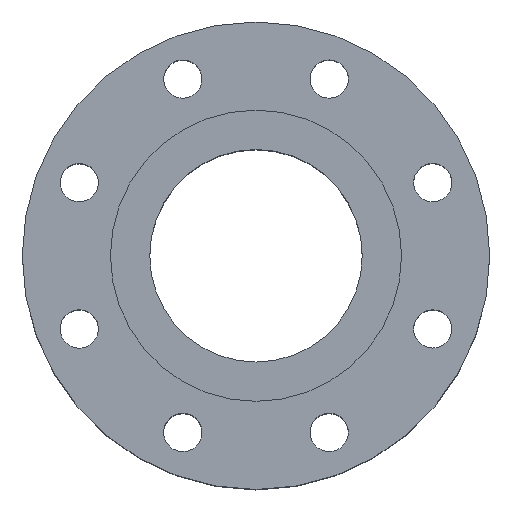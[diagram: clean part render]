
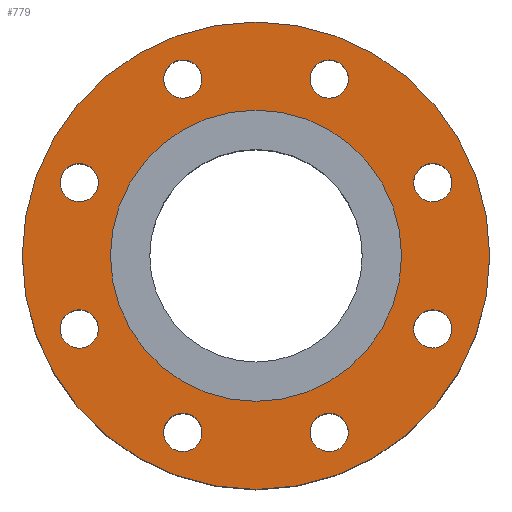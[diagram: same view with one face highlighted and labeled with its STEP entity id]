
A CAD part, top view. The second image highlights one B-rep face of the part: STEP entity #779.
In plain terms, the highlighted planar face has unit normal (0, 0, 1).
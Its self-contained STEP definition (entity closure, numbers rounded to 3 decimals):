
#21=FACE_BOUND('',#118,.T.);
#22=FACE_BOUND('',#119,.T.);
#23=FACE_BOUND('',#120,.T.);
#24=FACE_BOUND('',#121,.T.);
#25=FACE_BOUND('',#122,.T.);
#26=FACE_BOUND('',#123,.T.);
#27=FACE_BOUND('',#124,.T.);
#28=FACE_BOUND('',#125,.T.);
#29=FACE_BOUND('',#126,.T.);
#59=PLANE('',#875);
#81=FACE_OUTER_BOUND('',#117,.T.);
#117=EDGE_LOOP('',(#583,#584));
#118=EDGE_LOOP('',(#585,#586));
#119=EDGE_LOOP('',(#587,#588));
#120=EDGE_LOOP('',(#589,#590));
#121=EDGE_LOOP('',(#591,#592));
#122=EDGE_LOOP('',(#593,#594));
#123=EDGE_LOOP('',(#595,#596));
#124=EDGE_LOOP('',(#597,#598));
#125=EDGE_LOOP('',(#599,#600));
#126=EDGE_LOOP('',(#601,#602));
#225=CIRCLE('',#823,9.);
#226=CIRCLE('',#824,9.);
#230=CIRCLE('',#830,9.);
#231=CIRCLE('',#831,9.);
#235=CIRCLE('',#837,9.);
#236=CIRCLE('',#838,9.);
#240=CIRCLE('',#844,9.);
#241=CIRCLE('',#845,9.);
#245=CIRCLE('',#851,9.);
#246=CIRCLE('',#852,9.);
#250=CIRCLE('',#858,9.);
#251=CIRCLE('',#859,9.);
#255=CIRCLE('',#865,9.);
#256=CIRCLE('',#866,9.);
#260=CIRCLE('',#872,9.);
#261=CIRCLE('',#873,9.);
#263=CIRCLE('',#876,110.);
#264=CIRCLE('',#877,110.);
#265=CIRCLE('',#878,68.5);
#266=CIRCLE('',#879,68.5);
#315=VERTEX_POINT('',#1225);
#316=VERTEX_POINT('',#1226);
#320=VERTEX_POINT('',#1239);
#321=VERTEX_POINT('',#1240);
#325=VERTEX_POINT('',#1253);
#326=VERTEX_POINT('',#1254);
#330=VERTEX_POINT('',#1267);
#331=VERTEX_POINT('',#1268);
#335=VERTEX_POINT('',#1281);
#336=VERTEX_POINT('',#1282);
#340=VERTEX_POINT('',#1295);
#341=VERTEX_POINT('',#1296);
#345=VERTEX_POINT('',#1309);
#346=VERTEX_POINT('',#1310);
#350=VERTEX_POINT('',#1323);
#351=VERTEX_POINT('',#1324);
#353=VERTEX_POINT('',#1331);
#354=VERTEX_POINT('',#1332);
#355=VERTEX_POINT('',#1335);
#356=VERTEX_POINT('',#1336);
#400=EDGE_CURVE('',#315,#316,#225,.T.);
#401=EDGE_CURVE('',#316,#315,#226,.T.);
#407=EDGE_CURVE('',#320,#321,#230,.T.);
#408=EDGE_CURVE('',#321,#320,#231,.T.);
#414=EDGE_CURVE('',#325,#326,#235,.T.);
#415=EDGE_CURVE('',#326,#325,#236,.T.);
#421=EDGE_CURVE('',#330,#331,#240,.T.);
#422=EDGE_CURVE('',#331,#330,#241,.T.);
#428=EDGE_CURVE('',#335,#336,#245,.T.);
#429=EDGE_CURVE('',#336,#335,#246,.T.);
#435=EDGE_CURVE('',#340,#341,#250,.T.);
#436=EDGE_CURVE('',#341,#340,#251,.T.);
#442=EDGE_CURVE('',#345,#346,#255,.T.);
#443=EDGE_CURVE('',#346,#345,#256,.T.);
#449=EDGE_CURVE('',#350,#351,#260,.T.);
#450=EDGE_CURVE('',#351,#350,#261,.T.);
#453=EDGE_CURVE('',#353,#354,#263,.T.);
#454=EDGE_CURVE('',#354,#353,#264,.T.);
#455=EDGE_CURVE('',#355,#356,#265,.T.);
#456=EDGE_CURVE('',#356,#355,#266,.T.);
#583=ORIENTED_EDGE('',*,*,#453,.F.);
#584=ORIENTED_EDGE('',*,*,#454,.F.);
#585=ORIENTED_EDGE('',*,*,#400,.T.);
#586=ORIENTED_EDGE('',*,*,#401,.T.);
#587=ORIENTED_EDGE('',*,*,#407,.T.);
#588=ORIENTED_EDGE('',*,*,#408,.T.);
#589=ORIENTED_EDGE('',*,*,#414,.T.);
#590=ORIENTED_EDGE('',*,*,#415,.T.);
#591=ORIENTED_EDGE('',*,*,#421,.T.);
#592=ORIENTED_EDGE('',*,*,#422,.T.);
#593=ORIENTED_EDGE('',*,*,#428,.T.);
#594=ORIENTED_EDGE('',*,*,#429,.T.);
#595=ORIENTED_EDGE('',*,*,#435,.T.);
#596=ORIENTED_EDGE('',*,*,#436,.T.);
#597=ORIENTED_EDGE('',*,*,#442,.T.);
#598=ORIENTED_EDGE('',*,*,#443,.T.);
#599=ORIENTED_EDGE('',*,*,#449,.T.);
#600=ORIENTED_EDGE('',*,*,#450,.T.);
#601=ORIENTED_EDGE('',*,*,#455,.T.);
#602=ORIENTED_EDGE('',*,*,#456,.T.);
#779=ADVANCED_FACE('',(#81,#21,#22,#23,#24,#25,#26,#27,#28,#29),#59,.T.);
#823=AXIS2_PLACEMENT_3D('',#1227,#954,#955);
#824=AXIS2_PLACEMENT_3D('',#1228,#956,#957);
#830=AXIS2_PLACEMENT_3D('',#1241,#970,#971);
#831=AXIS2_PLACEMENT_3D('',#1242,#972,#973);
#837=AXIS2_PLACEMENT_3D('',#1255,#986,#987);
#838=AXIS2_PLACEMENT_3D('',#1256,#988,#989);
#844=AXIS2_PLACEMENT_3D('',#1269,#1002,#1003);
#845=AXIS2_PLACEMENT_3D('',#1270,#1004,#1005);
#851=AXIS2_PLACEMENT_3D('',#1283,#1018,#1019);
#852=AXIS2_PLACEMENT_3D('',#1284,#1020,#1021);
#858=AXIS2_PLACEMENT_3D('',#1297,#1034,#1035);
#859=AXIS2_PLACEMENT_3D('',#1298,#1036,#1037);
#865=AXIS2_PLACEMENT_3D('',#1311,#1050,#1051);
#866=AXIS2_PLACEMENT_3D('',#1312,#1052,#1053);
#872=AXIS2_PLACEMENT_3D('',#1325,#1066,#1067);
#873=AXIS2_PLACEMENT_3D('',#1326,#1068,#1069);
#875=AXIS2_PLACEMENT_3D('',#1330,#1073,#1074);
#876=AXIS2_PLACEMENT_3D('',#1333,#1075,#1076);
#877=AXIS2_PLACEMENT_3D('',#1334,#1077,#1078);
#878=AXIS2_PLACEMENT_3D('',#1337,#1079,#1080);
#879=AXIS2_PLACEMENT_3D('',#1338,#1081,#1082);
#954=DIRECTION('center_axis',(0.,0.,-1.));
#955=DIRECTION('ref_axis',(0.707,0.707,0.));
#956=DIRECTION('center_axis',(0.,0.,-1.));
#957=DIRECTION('ref_axis',(0.707,0.707,0.));
#970=DIRECTION('center_axis',(0.,0.,-1.));
#971=DIRECTION('ref_axis',(0.,1.,0.));
#972=DIRECTION('center_axis',(0.,0.,-1.));
#973=DIRECTION('ref_axis',(0.,1.,0.));
#986=DIRECTION('center_axis',(0.,0.,-1.));
#987=DIRECTION('ref_axis',(-0.707,0.707,0.));
#988=DIRECTION('center_axis',(0.,0.,-1.));
#989=DIRECTION('ref_axis',(-0.707,0.707,0.));
#1002=DIRECTION('center_axis',(0.,0.,-1.));
#1003=DIRECTION('ref_axis',(-1.,0.,0.));
#1004=DIRECTION('center_axis',(0.,0.,-1.));
#1005=DIRECTION('ref_axis',(-1.,0.,0.));
#1018=DIRECTION('center_axis',(0.,0.,-1.));
#1019=DIRECTION('ref_axis',(-0.707,-0.707,0.));
#1020=DIRECTION('center_axis',(0.,0.,-1.));
#1021=DIRECTION('ref_axis',(-0.707,-0.707,0.));
#1034=DIRECTION('center_axis',(0.,0.,-1.));
#1035=DIRECTION('ref_axis',(0.,-1.,0.));
#1036=DIRECTION('center_axis',(0.,0.,-1.));
#1037=DIRECTION('ref_axis',(0.,-1.,0.));
#1050=DIRECTION('center_axis',(0.,0.,-1.));
#1051=DIRECTION('ref_axis',(0.707,-0.707,0.));
#1052=DIRECTION('center_axis',(0.,0.,-1.));
#1053=DIRECTION('ref_axis',(0.707,-0.707,0.));
#1066=DIRECTION('center_axis',(0.,0.,-1.));
#1067=DIRECTION('ref_axis',(1.,0.,0.));
#1068=DIRECTION('center_axis',(0.,0.,-1.));
#1069=DIRECTION('ref_axis',(1.,0.,0.));
#1073=DIRECTION('center_axis',(0.,0.,1.));
#1074=DIRECTION('ref_axis',(1.,0.,0.));
#1075=DIRECTION('center_axis',(0.,0.,-1.));
#1076=DIRECTION('ref_axis',(1.,0.,0.));
#1077=DIRECTION('center_axis',(0.,0.,-1.));
#1078=DIRECTION('ref_axis',(1.,0.,0.));
#1079=DIRECTION('center_axis',(0.,0.,-1.));
#1080=DIRECTION('ref_axis',(1.,0.,0.));
#1081=DIRECTION('center_axis',(0.,0.,-1.));
#1082=DIRECTION('ref_axis',(1.,0.,0.));
#1225=CARTESIAN_POINT('',(-28.078,89.513,63.75));
#1226=CARTESIAN_POINT('',(-40.805,76.785,63.75));
#1227=CARTESIAN_POINT('Origin',(-34.442,83.149,63.75));
#1228=CARTESIAN_POINT('Origin',(-34.442,83.149,63.75));
#1239=CARTESIAN_POINT('',(-83.149,43.442,63.75));
#1240=CARTESIAN_POINT('',(-83.149,25.442,63.75));
#1241=CARTESIAN_POINT('Origin',(-83.149,34.442,63.75));
#1242=CARTESIAN_POINT('Origin',(-83.149,34.442,63.75));
#1253=CARTESIAN_POINT('',(-89.513,-28.078,63.75));
#1254=CARTESIAN_POINT('',(-76.785,-40.805,63.75));
#1255=CARTESIAN_POINT('Origin',(-83.149,-34.442,63.75));
#1256=CARTESIAN_POINT('Origin',(-83.149,-34.442,63.75));
#1267=CARTESIAN_POINT('',(-43.442,-83.149,63.75));
#1268=CARTESIAN_POINT('',(-25.442,-83.149,63.75));
#1269=CARTESIAN_POINT('Origin',(-34.442,-83.149,63.75));
#1270=CARTESIAN_POINT('Origin',(-34.442,-83.149,63.75));
#1281=CARTESIAN_POINT('',(28.078,-89.513,63.75));
#1282=CARTESIAN_POINT('',(40.805,-76.785,63.75));
#1283=CARTESIAN_POINT('Origin',(34.442,-83.149,63.75));
#1284=CARTESIAN_POINT('Origin',(34.442,-83.149,63.75));
#1295=CARTESIAN_POINT('',(83.149,-43.442,63.75));
#1296=CARTESIAN_POINT('',(83.149,-25.442,63.75));
#1297=CARTESIAN_POINT('Origin',(83.149,-34.442,63.75));
#1298=CARTESIAN_POINT('Origin',(83.149,-34.442,63.75));
#1309=CARTESIAN_POINT('',(89.513,28.078,63.75));
#1310=CARTESIAN_POINT('',(76.785,40.805,63.75));
#1311=CARTESIAN_POINT('Origin',(83.149,34.442,63.75));
#1312=CARTESIAN_POINT('Origin',(83.149,34.442,63.75));
#1323=CARTESIAN_POINT('',(43.442,83.149,63.75));
#1324=CARTESIAN_POINT('',(25.442,83.149,63.75));
#1325=CARTESIAN_POINT('Origin',(34.442,83.149,63.75));
#1326=CARTESIAN_POINT('Origin',(34.442,83.149,63.75));
#1330=CARTESIAN_POINT('Origin',(0.,110.,63.75));
#1331=CARTESIAN_POINT('',(0.,110.,63.75));
#1332=CARTESIAN_POINT('',(0.,-110.,63.75));
#1333=CARTESIAN_POINT('Origin',(0.,0.,63.75));
#1334=CARTESIAN_POINT('Origin',(0.,0.,63.75));
#1335=CARTESIAN_POINT('',(0.,68.5,63.75));
#1336=CARTESIAN_POINT('',(0.,-68.5,63.75));
#1337=CARTESIAN_POINT('Origin',(0.,0.,63.75));
#1338=CARTESIAN_POINT('Origin',(0.,0.,63.75));
